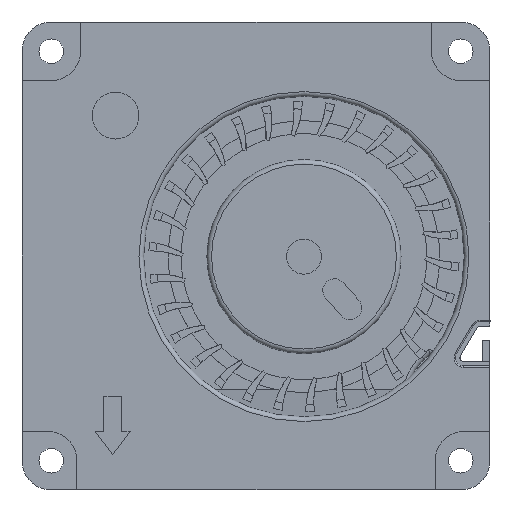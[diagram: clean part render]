
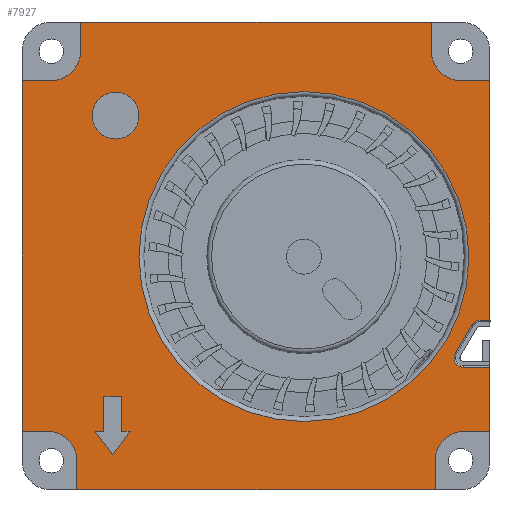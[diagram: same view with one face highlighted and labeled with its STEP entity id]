
A CAD part, front view. The second image highlights one B-rep face of the part: STEP entity #7927.
In plain terms, the highlighted planar face has unit normal (0, -1, 0).
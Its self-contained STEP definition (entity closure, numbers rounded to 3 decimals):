
#43=FACE_BOUND('',#847,.T.);
#44=FACE_BOUND('',#848,.T.);
#45=FACE_BOUND('',#849,.T.);
#65=PLANE('',#8419);
#385=FACE_OUTER_BOUND('',#846,.T.);
#846=EDGE_LOOP('',(#5314,#5315,#5316,#5317,#5318,#5319,#5320,#5321,#5322,
#5323,#5324,#5325,#5326,#5327,#5328,#5329,#5330,#5331,#5332,#5333,#5334,
#5335));
#847=EDGE_LOOP('',(#5336,#5337));
#848=EDGE_LOOP('',(#5338,#5339,#5340,#5341,#5342,#5343,#5344));
#849=EDGE_LOOP('',(#5345));
#1325=LINE('',#12050,#2035);
#1326=LINE('',#12061,#2036);
#1328=LINE('',#12073,#2038);
#1330=LINE('',#12077,#2040);
#1331=LINE('',#12079,#2041);
#1332=LINE('',#12083,#2042);
#1333=LINE('',#12085,#2043);
#1334=LINE('',#12087,#2044);
#1335=LINE('',#12091,#2045);
#1336=LINE('',#12093,#2046);
#1337=LINE('',#12095,#2047);
#1338=LINE('',#12099,#2048);
#1339=LINE('',#12101,#2049);
#1340=LINE('',#12103,#2050);
#1341=LINE('',#12107,#2051);
#1342=LINE('',#12108,#2052);
#1343=LINE('',#12115,#2053);
#1344=LINE('',#12117,#2054);
#1345=LINE('',#12119,#2055);
#1346=LINE('',#12121,#2056);
#1347=LINE('',#12123,#2057);
#1348=LINE('',#12125,#2058);
#1349=LINE('',#12126,#2059);
#2035=VECTOR('',#9388,10.);
#2036=VECTOR('',#9401,10.);
#2038=VECTOR('',#9415,10.);
#2040=VECTOR('',#9419,10.);
#2041=VECTOR('',#9420,10.);
#2042=VECTOR('',#9423,10.);
#2043=VECTOR('',#9424,10.);
#2044=VECTOR('',#9425,10.);
#2045=VECTOR('',#9428,10.);
#2046=VECTOR('',#9429,10.);
#2047=VECTOR('',#9430,10.);
#2048=VECTOR('',#9433,10.);
#2049=VECTOR('',#9434,10.);
#2050=VECTOR('',#9435,10.);
#2051=VECTOR('',#9438,10.);
#2052=VECTOR('',#9439,10.);
#2053=VECTOR('',#9444,10.);
#2054=VECTOR('',#9445,10.);
#2055=VECTOR('',#9446,10.);
#2056=VECTOR('',#9447,10.);
#2057=VECTOR('',#9448,10.);
#2058=VECTOR('',#9449,10.);
#2059=VECTOR('',#9450,10.);
#2747=CIRCLE('',#8409,0.8);
#2751=CIRCLE('',#8415,0.8);
#2754=CIRCLE('',#8420,2.5);
#2755=CIRCLE('',#8421,2.5);
#2756=CIRCLE('',#8422,2.5);
#2757=CIRCLE('',#8423,2.5);
#2758=CIRCLE('',#8424,14.1);
#2759=CIRCLE('',#8425,14.1);
#2760=CIRCLE('',#8426,2.);
#3255=VERTEX_POINT('',#12043);
#3258=VERTEX_POINT('',#12048);
#3260=VERTEX_POINT('',#12053);
#3262=VERTEX_POINT('',#12059);
#3264=VERTEX_POINT('',#12065);
#3266=VERTEX_POINT('',#12071);
#3267=VERTEX_POINT('',#12076);
#3268=VERTEX_POINT('',#12078);
#3269=VERTEX_POINT('',#12080);
#3270=VERTEX_POINT('',#12082);
#3271=VERTEX_POINT('',#12084);
#3272=VERTEX_POINT('',#12086);
#3273=VERTEX_POINT('',#12088);
#3274=VERTEX_POINT('',#12090);
#3275=VERTEX_POINT('',#12092);
#3276=VERTEX_POINT('',#12094);
#3277=VERTEX_POINT('',#12096);
#3278=VERTEX_POINT('',#12098);
#3279=VERTEX_POINT('',#12100);
#3280=VERTEX_POINT('',#12102);
#3281=VERTEX_POINT('',#12104);
#3282=VERTEX_POINT('',#12106);
#3283=VERTEX_POINT('',#12109);
#3284=VERTEX_POINT('',#12110);
#3285=VERTEX_POINT('',#12113);
#3286=VERTEX_POINT('',#12114);
#3287=VERTEX_POINT('',#12116);
#3288=VERTEX_POINT('',#12118);
#3289=VERTEX_POINT('',#12120);
#3290=VERTEX_POINT('',#12122);
#3291=VERTEX_POINT('',#12124);
#3292=VERTEX_POINT('',#12127);
#4054=EDGE_CURVE('',#3258,#3255,#1325,.T.);
#4056=EDGE_CURVE('',#3260,#3258,#2747,.T.);
#4059=EDGE_CURVE('',#3262,#3260,#1326,.T.);
#4062=EDGE_CURVE('',#3264,#3262,#2751,.T.);
#4065=EDGE_CURVE('',#3266,#3264,#1328,.T.);
#4067=EDGE_CURVE('',#3267,#3266,#1330,.T.);
#4068=EDGE_CURVE('',#3267,#3268,#1331,.T.);
#4069=EDGE_CURVE('',#3268,#3269,#2754,.T.);
#4070=EDGE_CURVE('',#3269,#3270,#1332,.T.);
#4071=EDGE_CURVE('',#3271,#3270,#1333,.T.);
#4072=EDGE_CURVE('',#3271,#3272,#1334,.T.);
#4073=EDGE_CURVE('',#3272,#3273,#2755,.T.);
#4074=EDGE_CURVE('',#3273,#3274,#1335,.T.);
#4075=EDGE_CURVE('',#3275,#3274,#1336,.T.);
#4076=EDGE_CURVE('',#3275,#3276,#1337,.T.);
#4077=EDGE_CURVE('',#3276,#3277,#2756,.T.);
#4078=EDGE_CURVE('',#3277,#3278,#1338,.T.);
#4079=EDGE_CURVE('',#3279,#3278,#1339,.T.);
#4080=EDGE_CURVE('',#3279,#3280,#1340,.T.);
#4081=EDGE_CURVE('',#3280,#3281,#2757,.T.);
#4082=EDGE_CURVE('',#3281,#3282,#1341,.T.);
#4083=EDGE_CURVE('',#3255,#3282,#1342,.T.);
#4084=EDGE_CURVE('',#3283,#3284,#2758,.T.);
#4085=EDGE_CURVE('',#3284,#3283,#2759,.T.);
#4086=EDGE_CURVE('',#3285,#3286,#1343,.T.);
#4087=EDGE_CURVE('',#3286,#3287,#1344,.T.);
#4088=EDGE_CURVE('',#3287,#3288,#1345,.T.);
#4089=EDGE_CURVE('',#3288,#3289,#1346,.T.);
#4090=EDGE_CURVE('',#3289,#3290,#1347,.T.);
#4091=EDGE_CURVE('',#3290,#3291,#1348,.T.);
#4092=EDGE_CURVE('',#3291,#3285,#1349,.T.);
#4093=EDGE_CURVE('',#3292,#3292,#2760,.T.);
#5314=ORIENTED_EDGE('',*,*,#4054,.F.);
#5315=ORIENTED_EDGE('',*,*,#4056,.F.);
#5316=ORIENTED_EDGE('',*,*,#4059,.F.);
#5317=ORIENTED_EDGE('',*,*,#4062,.F.);
#5318=ORIENTED_EDGE('',*,*,#4065,.F.);
#5319=ORIENTED_EDGE('',*,*,#4067,.F.);
#5320=ORIENTED_EDGE('',*,*,#4068,.T.);
#5321=ORIENTED_EDGE('',*,*,#4069,.T.);
#5322=ORIENTED_EDGE('',*,*,#4070,.T.);
#5323=ORIENTED_EDGE('',*,*,#4071,.F.);
#5324=ORIENTED_EDGE('',*,*,#4072,.T.);
#5325=ORIENTED_EDGE('',*,*,#4073,.T.);
#5326=ORIENTED_EDGE('',*,*,#4074,.T.);
#5327=ORIENTED_EDGE('',*,*,#4075,.F.);
#5328=ORIENTED_EDGE('',*,*,#4076,.T.);
#5329=ORIENTED_EDGE('',*,*,#4077,.T.);
#5330=ORIENTED_EDGE('',*,*,#4078,.T.);
#5331=ORIENTED_EDGE('',*,*,#4079,.F.);
#5332=ORIENTED_EDGE('',*,*,#4080,.T.);
#5333=ORIENTED_EDGE('',*,*,#4081,.T.);
#5334=ORIENTED_EDGE('',*,*,#4082,.T.);
#5335=ORIENTED_EDGE('',*,*,#4083,.F.);
#5336=ORIENTED_EDGE('',*,*,#4084,.F.);
#5337=ORIENTED_EDGE('',*,*,#4085,.F.);
#5338=ORIENTED_EDGE('',*,*,#4086,.T.);
#5339=ORIENTED_EDGE('',*,*,#4087,.T.);
#5340=ORIENTED_EDGE('',*,*,#4088,.T.);
#5341=ORIENTED_EDGE('',*,*,#4089,.T.);
#5342=ORIENTED_EDGE('',*,*,#4090,.T.);
#5343=ORIENTED_EDGE('',*,*,#4091,.T.);
#5344=ORIENTED_EDGE('',*,*,#4092,.T.);
#5345=ORIENTED_EDGE('',*,*,#4093,.T.);
#7927=ADVANCED_FACE('',(#385,#43,#44,#45),#65,.T.);
#8409=AXIS2_PLACEMENT_3D('',#12055,#9393,#9394);
#8415=AXIS2_PLACEMENT_3D('',#12067,#9407,#9408);
#8419=AXIS2_PLACEMENT_3D('',#12075,#9417,#9418);
#8420=AXIS2_PLACEMENT_3D('',#12081,#9421,#9422);
#8421=AXIS2_PLACEMENT_3D('',#12089,#9426,#9427);
#8422=AXIS2_PLACEMENT_3D('',#12097,#9431,#9432);
#8423=AXIS2_PLACEMENT_3D('',#12105,#9436,#9437);
#8424=AXIS2_PLACEMENT_3D('',#12111,#9440,#9441);
#8425=AXIS2_PLACEMENT_3D('',#12112,#9442,#9443);
#8426=AXIS2_PLACEMENT_3D('',#12128,#9451,#9452);
#9388=DIRECTION('',(1.,0.,0.));
#9393=DIRECTION('center_axis',(0.,-1.,0.));
#9394=DIRECTION('ref_axis',(-0.87,0.,-0.493));
#9401=DIRECTION('',(-0.514,0.,-0.857));
#9407=DIRECTION('center_axis',(0.,-1.,0.));
#9408=DIRECTION('ref_axis',(-0.493,0.,0.87));
#9415=DIRECTION('',(-1.,0.,0.));
#9417=DIRECTION('center_axis',(0.,-1.,0.));
#9418=DIRECTION('ref_axis',(0.,0.,-1.));
#9419=DIRECTION('',(0.,0.,-1.));
#9420=DIRECTION('',(-1.,0.,0.));
#9421=DIRECTION('center_axis',(0.,1.,0.));
#9422=DIRECTION('ref_axis',(-1.,0.,0.));
#9423=DIRECTION('',(0.,0.,1.));
#9424=DIRECTION('',(1.,0.,0.));
#9425=DIRECTION('',(0.,0.,-1.));
#9426=DIRECTION('center_axis',(0.,1.,0.));
#9427=DIRECTION('ref_axis',(0.,0.,-1.));
#9428=DIRECTION('',(-1.,0.,0.));
#9429=DIRECTION('',(0.,0.,1.));
#9430=DIRECTION('',(1.,0.,0.));
#9431=DIRECTION('center_axis',(0.,1.,0.));
#9432=DIRECTION('ref_axis',(-1.,0.,0.));
#9433=DIRECTION('',(0.,0.,-1.));
#9434=DIRECTION('',(-1.,0.,0.));
#9435=DIRECTION('',(0.,0.,1.));
#9436=DIRECTION('center_axis',(0.,1.,0.));
#9437=DIRECTION('ref_axis',(0.,0.,1.));
#9438=DIRECTION('',(1.,0.,0.));
#9439=DIRECTION('',(0.,0.,-1.));
#9440=DIRECTION('center_axis',(0.,-1.,0.));
#9441=DIRECTION('ref_axis',(-1.,0.,0.));
#9442=DIRECTION('center_axis',(0.,-1.,0.));
#9443=DIRECTION('ref_axis',(-1.,0.,0.));
#9444=DIRECTION('',(0.,0.,1.));
#9445=DIRECTION('',(1.,0.,0.));
#9446=DIRECTION('',(0.,0.,-1.));
#9447=DIRECTION('',(1.,0.,0.));
#9448=DIRECTION('',(-0.6,0.,-0.8));
#9449=DIRECTION('',(-0.6,0.,0.8));
#9450=DIRECTION('',(1.,0.,0.));
#9451=DIRECTION('center_axis',(0.,1.,0.));
#9452=DIRECTION('ref_axis',(-1.,0.,0.));
#12043=CARTESIAN_POINT('',(20.,0.,-9.5));
#12048=CARTESIAN_POINT('',(17.73,0.,-9.5));
#12050=CARTESIAN_POINT('',(10.,0.,-9.5));
#12053=CARTESIAN_POINT('',(17.044,0.,-8.288));
#12055=CARTESIAN_POINT('Origin',(17.73,0.,-8.7));
#12059=CARTESIAN_POINT('',(18.484,0.,-5.888));
#12061=CARTESIAN_POINT('',(16.616,0.,-9.001));
#12065=CARTESIAN_POINT('',(19.17,0.,-5.5));
#12067=CARTESIAN_POINT('Origin',(19.17,0.,-6.3));
#12071=CARTESIAN_POINT('',(20.,0.,-5.5));
#12073=CARTESIAN_POINT('',(9.585,0.,-5.5));
#12075=CARTESIAN_POINT('Origin',(0.,0.,0.));
#12076=CARTESIAN_POINT('',(20.,0.,15.));
#12077=CARTESIAN_POINT('',(20.,0.,17.5));
#12078=CARTESIAN_POINT('',(17.5,0.,15.));
#12079=CARTESIAN_POINT('',(10.,0.,15.));
#12080=CARTESIAN_POINT('',(15.,0.,17.5));
#12081=CARTESIAN_POINT('Origin',(17.5,0.,17.5));
#12082=CARTESIAN_POINT('',(15.,0.,20.));
#12083=CARTESIAN_POINT('',(15.,0.,8.75));
#12084=CARTESIAN_POINT('',(-15.,0.,20.));
#12085=CARTESIAN_POINT('',(-17.5,0.,20.));
#12086=CARTESIAN_POINT('',(-15.,0.,17.5));
#12087=CARTESIAN_POINT('',(-15.,0.,10.));
#12088=CARTESIAN_POINT('',(-17.5,0.,15.));
#12089=CARTESIAN_POINT('Origin',(-17.5,0.,17.5));
#12090=CARTESIAN_POINT('',(-20.,0.,15.));
#12091=CARTESIAN_POINT('',(-8.75,0.,15.));
#12092=CARTESIAN_POINT('',(-20.,0.,-15.));
#12093=CARTESIAN_POINT('',(-20.,0.,-17.5));
#12094=CARTESIAN_POINT('',(-17.8,0.,-15.));
#12095=CARTESIAN_POINT('',(-10.,0.,-15.));
#12096=CARTESIAN_POINT('',(-15.3,0.,-17.5));
#12097=CARTESIAN_POINT('Origin',(-17.8,0.,-17.5));
#12098=CARTESIAN_POINT('',(-15.3,0.,-20.));
#12099=CARTESIAN_POINT('',(-15.3,0.,-8.75));
#12100=CARTESIAN_POINT('',(15.3,0.,-20.));
#12101=CARTESIAN_POINT('',(17.5,0.,-20.));
#12102=CARTESIAN_POINT('',(15.3,0.,-17.5));
#12103=CARTESIAN_POINT('',(15.3,0.,-10.));
#12104=CARTESIAN_POINT('',(17.8,0.,-15.));
#12105=CARTESIAN_POINT('Origin',(17.8,0.,-17.5));
#12106=CARTESIAN_POINT('',(20.,0.,-15.));
#12107=CARTESIAN_POINT('',(8.9,0.,-15.));
#12108=CARTESIAN_POINT('',(20.,0.,17.5));
#12109=CARTESIAN_POINT('',(18.2,0.,-0.052));
#12110=CARTESIAN_POINT('',(4.1,0.,-14.152));
#12111=CARTESIAN_POINT('Origin',(4.1,0.,-0.052));
#12112=CARTESIAN_POINT('Origin',(4.1,0.,-0.052));
#12113=CARTESIAN_POINT('',(-13.,0.,-15.));
#12114=CARTESIAN_POINT('',(-13.,0.,-12.));
#12115=CARTESIAN_POINT('',(-13.,0.,-7.5));
#12116=CARTESIAN_POINT('',(-11.5,0.,-12.));
#12117=CARTESIAN_POINT('',(-6.5,0.,-12.));
#12118=CARTESIAN_POINT('',(-11.5,0.,-15.));
#12119=CARTESIAN_POINT('',(-11.5,0.,-6.));
#12120=CARTESIAN_POINT('',(-10.75,0.,-15.));
#12121=CARTESIAN_POINT('',(-5.75,0.,-15.));
#12122=CARTESIAN_POINT('',(-12.25,0.,-17.));
#12123=CARTESIAN_POINT('',(-5.215,0.,-7.62));
#12124=CARTESIAN_POINT('',(-13.75,0.,-15.));
#12125=CARTESIAN_POINT('',(-14.125,0.,-14.5));
#12126=CARTESIAN_POINT('',(-6.875,0.,-15.));
#12127=CARTESIAN_POINT('',(-10.,0.,12.));
#12128=CARTESIAN_POINT('Origin',(-12.,0.,12.));
